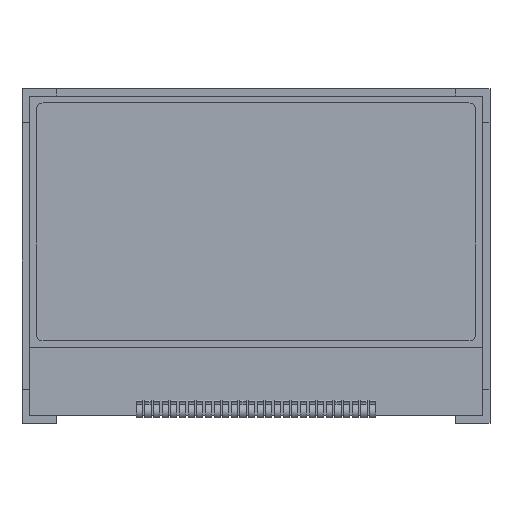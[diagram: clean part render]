
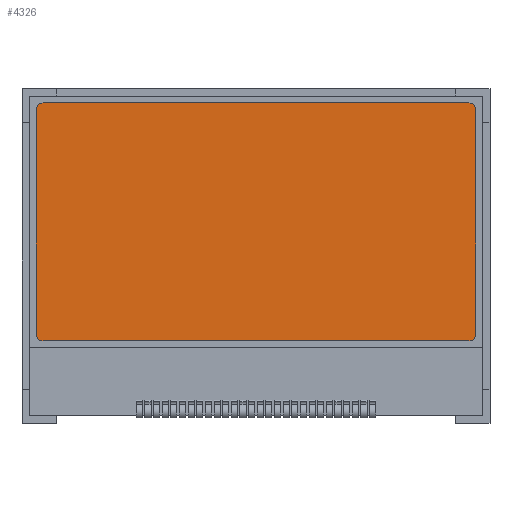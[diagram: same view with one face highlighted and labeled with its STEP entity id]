
A CAD part, top view. The second image highlights one B-rep face of the part: STEP entity #4326.
In plain terms, the highlighted planar face has unit normal (0, 0, 1).
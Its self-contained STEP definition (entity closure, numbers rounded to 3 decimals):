
#422 = FACE_OUTER_BOUND ( 'NONE', #23530, .T. ) ;
#543 = DIRECTION ( 'NONE',  ( -1., 0., 0. ) ) ;
#951 = DIRECTION ( 'NONE',  ( 0., -1., 0. ) ) ;
#969 = DIRECTION ( 'NONE',  ( 0., 0., -1. ) ) ;
#2515 = CIRCLE ( 'NONE', #10251, 1. ) ;
#3066 = EDGE_CURVE ( 'NONE', #23771, #14799, #14747, .T. ) ;
#3494 = LINE ( 'NONE', #10885, #15817 ) ;
#4142 = ORIENTED_EDGE ( 'NONE', *, *, #14891, .F. ) ;
#4326 = ADVANCED_FACE ( 'NONE', ( #422 ), #7804, .F. ) ;
#4509 = ORIENTED_EDGE ( 'NONE', *, *, #21604, .T. ) ;
#4554 = CARTESIAN_POINT ( 'NONE',  ( -32.3, 21.5, 5.7 ) ) ;
#5131 = VECTOR ( 'NONE', #6891, 1000. ) ;
#5303 = VERTEX_POINT ( 'NONE', #18623 ) ;
#5730 = EDGE_CURVE ( 'NONE', #23771, #18840, #16222, .T. ) ;
#5841 = VERTEX_POINT ( 'NONE', #13677 ) ;
#6247 = AXIS2_PLACEMENT_3D ( 'NONE', #22849, #20903, #22492 ) ;
#6249 = CARTESIAN_POINT ( 'NONE',  ( 31.3, 22.5, 5.7 ) ) ;
#6561 = VERTEX_POINT ( 'NONE', #18849 ) ;
#6835 = DIRECTION ( 'NONE',  ( -1., 0., 0. ) ) ;
#6891 = DIRECTION ( 'NONE',  ( 1., 0., 0. ) ) ;
#7213 = AXIS2_PLACEMENT_3D ( 'NONE', #19501, #969, #11864 ) ;
#7518 = CARTESIAN_POINT ( 'NONE',  ( -32.3, -11.5, 5.7 ) ) ;
#7527 = ORIENTED_EDGE ( 'NONE', *, *, #9167, .F. ) ;
#7804 = PLANE ( 'NONE',  #16590 ) ;
#8176 = AXIS2_PLACEMENT_3D ( 'NONE', #23334, #14097, #21513 ) ;
#8683 = CARTESIAN_POINT ( 'NONE',  ( 31.3, 22.5, 5.7 ) ) ;
#9167 = EDGE_CURVE ( 'NONE', #10221, #5303, #11222, .T. ) ;
#9884 = EDGE_CURVE ( 'NONE', #5841, #5303, #3494, .T. ) ;
#9909 = CARTESIAN_POINT ( 'NONE',  ( -32.3, 21.5, 5.7 ) ) ;
#10221 = VERTEX_POINT ( 'NONE', #8683 ) ;
#10251 = AXIS2_PLACEMENT_3D ( 'NONE', #15429, #13956, #23311 ) ;
#10534 = ORIENTED_EDGE ( 'NONE', *, *, #5730, .T. ) ;
#10885 = CARTESIAN_POINT ( 'NONE',  ( 32.3, -11.5, 5.7 ) ) ;
#10905 = VECTOR ( 'NONE', #6835, 1000. ) ;
#11222 = CIRCLE ( 'NONE', #8176, 1. ) ;
#11864 = DIRECTION ( 'NONE',  ( -1., 0., 0. ) ) ;
#12638 = ORIENTED_EDGE ( 'NONE', *, *, #9884, .T. ) ;
#12952 = ORIENTED_EDGE ( 'NONE', *, *, #3066, .F. ) ;
#13493 = DIRECTION ( 'NONE',  ( 0., 0., -1. ) ) ;
#13677 = CARTESIAN_POINT ( 'NONE',  ( 32.3, -11.5, 5.7 ) ) ;
#13956 = DIRECTION ( 'NONE',  ( 0., 0., -1. ) ) ;
#14097 = DIRECTION ( 'NONE',  ( 0., 0., -1. ) ) ;
#14145 = VERTEX_POINT ( 'NONE', #4554 ) ;
#14158 = CARTESIAN_POINT ( 'NONE',  ( -31.3, -12.5, 5.7 ) ) ;
#14747 = CIRCLE ( 'NONE', #6247, 1. ) ;
#14799 = VERTEX_POINT ( 'NONE', #7518 ) ;
#14891 = EDGE_CURVE ( 'NONE', #14145, #6561, #15353, .T. ) ;
#14893 = ORIENTED_EDGE ( 'NONE', *, *, #17409, .F. ) ;
#15247 = VECTOR ( 'NONE', #951, 1000. ) ;
#15353 = CIRCLE ( 'NONE', #7213, 1. ) ;
#15429 = CARTESIAN_POINT ( 'NONE',  ( 31.3, -11.5, 5.7 ) ) ;
#15462 = LINE ( 'NONE', #6249, #10905 ) ;
#15817 = VECTOR ( 'NONE', #18289, 1000. ) ;
#16222 = LINE ( 'NONE', #14158, #5131 ) ;
#16590 = AXIS2_PLACEMENT_3D ( 'NONE', #22615, #13493, #543 ) ;
#17409 = EDGE_CURVE ( 'NONE', #5841, #18840, #2515, .T. ) ;
#17552 = LINE ( 'NONE', #9909, #15247 ) ;
#17968 = CARTESIAN_POINT ( 'NONE',  ( -31.3, -12.5, 5.7 ) ) ;
#18289 = DIRECTION ( 'NONE',  ( 0., 1., 0. ) ) ;
#18623 = CARTESIAN_POINT ( 'NONE',  ( 32.3, 21.5, 5.7 ) ) ;
#18840 = VERTEX_POINT ( 'NONE', #21858 ) ;
#18849 = CARTESIAN_POINT ( 'NONE',  ( -31.3, 22.5, 5.7 ) ) ;
#19501 = CARTESIAN_POINT ( 'NONE',  ( -31.3, 21.5, 5.7 ) ) ;
#20158 = ORIENTED_EDGE ( 'NONE', *, *, #21011, .T. ) ;
#20903 = DIRECTION ( 'NONE',  ( 0., 0., -1. ) ) ;
#21011 = EDGE_CURVE ( 'NONE', #10221, #6561, #15462, .T. ) ;
#21513 = DIRECTION ( 'NONE',  ( -1., 0., 0. ) ) ;
#21604 = EDGE_CURVE ( 'NONE', #14145, #14799, #17552, .T. ) ;
#21858 = CARTESIAN_POINT ( 'NONE',  ( 31.3, -12.5, 5.7 ) ) ;
#22492 = DIRECTION ( 'NONE',  ( -1., 0., 0. ) ) ;
#22615 = CARTESIAN_POINT ( 'NONE',  ( -31.3, -11.5, 5.7 ) ) ;
#22849 = CARTESIAN_POINT ( 'NONE',  ( -31.3, -11.5, 5.7 ) ) ;
#23311 = DIRECTION ( 'NONE',  ( -1., 0., 0. ) ) ;
#23334 = CARTESIAN_POINT ( 'NONE',  ( 31.3, 21.5, 5.7 ) ) ;
#23530 = EDGE_LOOP ( 'NONE', ( #14893, #12638, #7527, #20158, #4142, #4509, #12952, #10534 ) ) ;
#23771 = VERTEX_POINT ( 'NONE', #17968 ) ;
